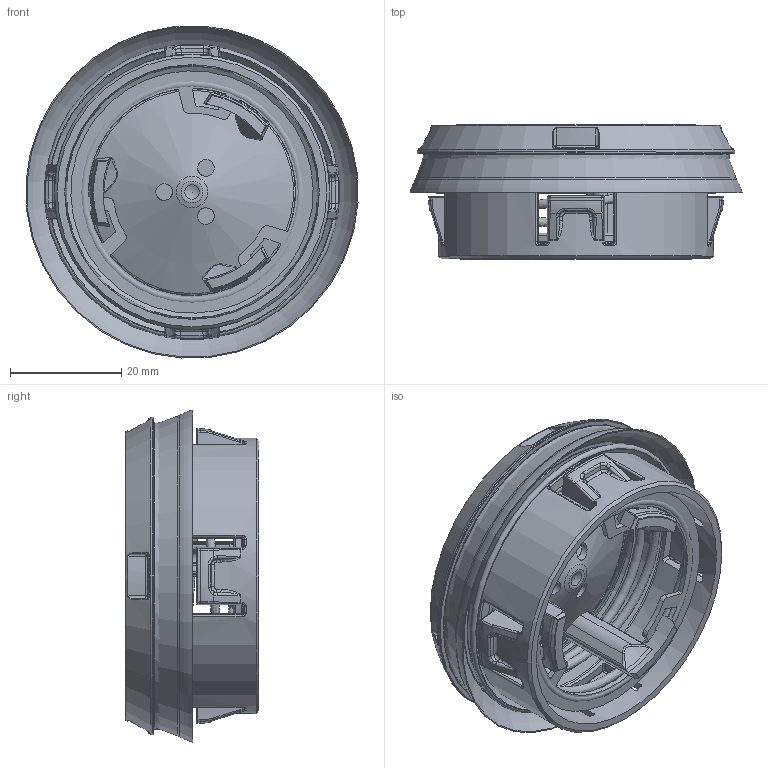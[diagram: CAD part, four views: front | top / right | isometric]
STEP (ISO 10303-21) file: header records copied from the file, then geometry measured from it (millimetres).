
FILE_DESCRIPTION(/* description */ (''),/* implementation_level */ '2;1');
FILE_NAME(/* name */ 'SNAP FIT AUTO REVERSIBLE VENTILATION SAFETY DEVICE.stp',/* time_stamp */ '2023-11-17T11:55:08+03:00',/* author */ ('seda.ceylan'),/* organization */ (''),/* preprocessor_version */ 'ST-DEVELOPER v18.1',/* originating_system */ 'Autodesk Inventor 2022',/* authorisation */ '');
FILE_SCHEMA (('AUTOMOTIVE_DESIGN { 1 0 10303 214 3 1 1 }'));
Length unit declared in the file: millimetre
Products named in the file (10): Assembly-NORMAL CONDITION; SNAP FIT ARSD BODY (Ø50mm)(2mm); M50x1.5 ARSD SPRING (100MBAR); M50x1.5 ARSD WASHER (2mm); M50x1.5 ARSD SEAL; M50x1.5 ARVSD INSERT; M50x1.5 ARSD LOCKING RING; M50x1.5 ARVSD CAP; WASHER Ø35.8x27.0x1.0mm (PG21); VENTILATION SAFETY DEVICE MEMBRANE (VSD)
Assembly tree (9 placements, depth 2):
  Assembly-NORMAL CONDITION
    SNAP FIT ARSD BODY (Ø50mm)(2mm)
    M50x1.5 ARSD SPRING (100MBAR)
    M50x1.5 ARSD WASHER (2mm)
    M50x1.5 ARSD SEAL
    M50x1.5 ARVSD INSERT
    M50x1.5 ARSD LOCKING RING
    M50x1.5 ARVSD CAP
    WASHER Ø35.8x27.0x1.0mm (PG21)
    VENTILATION SAFETY DEVICE MEMBRANE (VSD)
Bounding box: 59.57 x 24 x 59.57 mm (x, y, z)
Volume: 23872.6 mm3; surface area: 34910.9 mm2
Topology: 10 solids, 10 shells, 1283 faces, 3041 edges, 1785 vertices
Faces by surface type: bspline 485, cylinder 243, plane 189, torus 177, cone 99, sphere 90
Full cylindrical faces by diameter (mm): 3 x3, 27 x1, 29 x1, 35.8 x1, 36 x2, 36.1 x1, 36.2 x1, 36.564 x1, 37.1 x1, 38.5 x1, 41.4 x1, 41.8 x1, 42 x1, 43.5 x1, 49.4 x1, 49.8 x1, 50 x1, 52.3 x1, 55 x1, 57 x1
Entity records: 50261 total; most frequent: CARTESIAN_POINT 23168, ORIENTED_EDGE 6066, DIRECTION 4840, EDGE_CURVE 3033, AXIS2_PLACEMENT_3D 2146, VERTEX_POINT 1785, EDGE_LOOP 1340, FACE_OUTER_BOUND 1283
